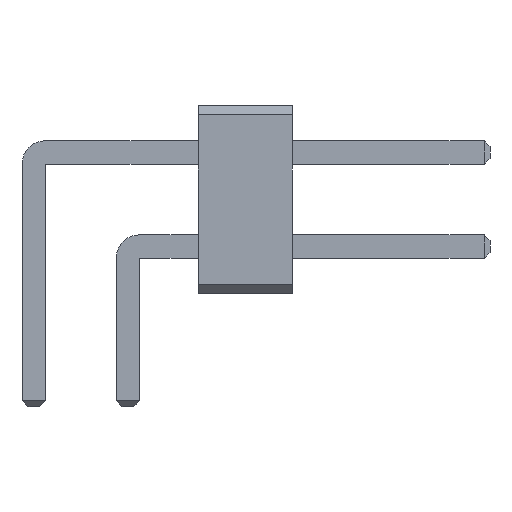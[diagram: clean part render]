
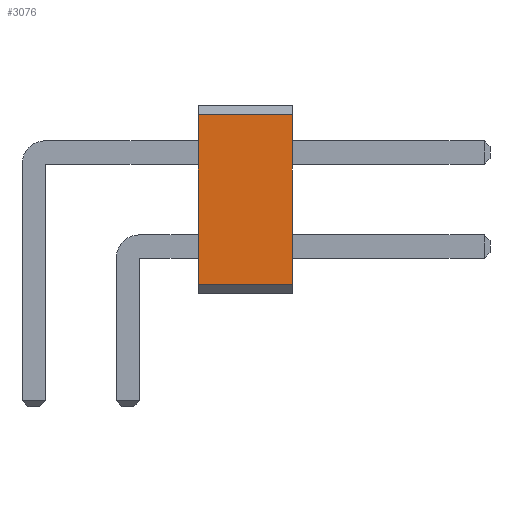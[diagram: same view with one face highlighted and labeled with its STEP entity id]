
A CAD part, front view. The second image highlights one B-rep face of the part: STEP entity #3076.
In plain terms, the highlighted planar face has unit normal (0, -1, 0).
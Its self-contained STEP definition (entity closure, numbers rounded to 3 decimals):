
#334 = VERTEX_POINT('',#335);
#335 = CARTESIAN_POINT('',(3.5,-17.,3.8));
#341 = EDGE_CURVE('',#342,#334,#344,.T.);
#342 = VERTEX_POINT('',#343);
#343 = CARTESIAN_POINT('',(3.5,-17.,0.2));
#344 = LINE('',#345,#346);
#345 = CARTESIAN_POINT('',(3.5,-17.,0.2));
#346 = VECTOR('',#347,1.);
#347 = DIRECTION('',(0.,0.,1.));
#1379 = VERTEX_POINT('',#1380);
#1380 = CARTESIAN_POINT('',(5.5,-17.,3.8));
#1386 = EDGE_CURVE('',#1387,#1379,#1389,.T.);
#1387 = VERTEX_POINT('',#1388);
#1388 = CARTESIAN_POINT('',(5.5,-17.,0.2));
#1389 = LINE('',#1390,#1391);
#1390 = CARTESIAN_POINT('',(5.5,-17.,0.2));
#1391 = VECTOR('',#1392,1.);
#1392 = DIRECTION('',(0.,0.,1.));
#3048 = EDGE_CURVE('',#342,#1387,#3049,.T.);
#3049 = LINE('',#3050,#3051);
#3050 = CARTESIAN_POINT('',(3.5,-17.,0.2));
#3051 = VECTOR('',#3052,1.);
#3052 = DIRECTION('',(1.,0.,0.));
#3076 = ADVANCED_FACE('',(#3077),#3088,.T.);
#3077 = FACE_BOUND('',#3078,.T.);
#3078 = EDGE_LOOP('',(#3079,#3080,#3081,#3087));
#3079 = ORIENTED_EDGE('',*,*,#3048,.T.);
#3080 = ORIENTED_EDGE('',*,*,#1386,.T.);
#3081 = ORIENTED_EDGE('',*,*,#3082,.F.);
#3082 = EDGE_CURVE('',#334,#1379,#3083,.T.);
#3083 = LINE('',#3084,#3085);
#3084 = CARTESIAN_POINT('',(3.5,-17.,3.8));
#3085 = VECTOR('',#3086,1.);
#3086 = DIRECTION('',(1.,0.,0.));
#3087 = ORIENTED_EDGE('',*,*,#341,.F.);
#3088 = PLANE('',#3089);
#3089 = AXIS2_PLACEMENT_3D('',#3090,#3091,#3092);
#3090 = CARTESIAN_POINT('',(3.5,-17.,0.2));
#3091 = DIRECTION('',(0.,-1.,0.));
#3092 = DIRECTION('',(0.,0.,1.));
